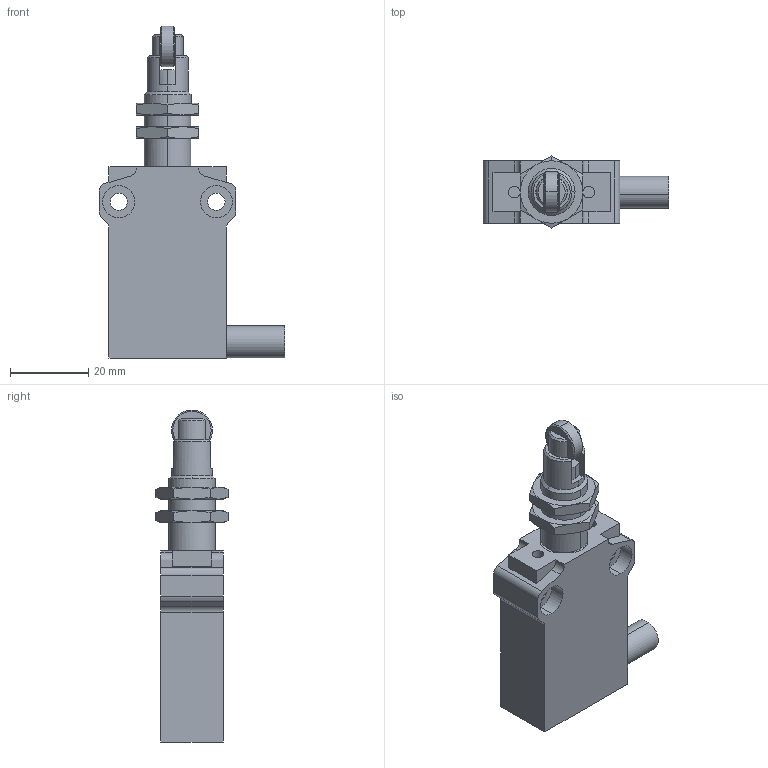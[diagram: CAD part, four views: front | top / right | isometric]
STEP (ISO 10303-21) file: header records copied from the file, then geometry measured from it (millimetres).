
FILE_DESCRIPTION (( 'STEP AP214' ), '1' );
FILE_NAME ('AEM2G2501Z11-3R.step', '2017-12-19T21:27:17', ( '' ), ( '' ), 'SwSTEP 2.0', 'SolidWorks 2017', '' );
FILE_SCHEMA (( 'AUTOMOTIVE_DESIGN' ));
Length unit declared in the file: inch
Products named in the file (1): AEM2G2501Z11-3R
Bounding box: 47.5 x 18.48 x 85 mm (x, y, z)
Volume: 27168.9 mm3; surface area: 11308.4 mm2
Topology: 7 solids, 7 shells, 178 faces, 429 edges, 274 vertices
Faces by surface type: plane 79, cylinder 56, cone 43
Entity records: 7795 total; most frequent: CARTESIAN_POINT 1170, DIRECTION 897, ORIENTED_EDGE 858, EDGE_CURVE 429, AXIS2_PLACEMENT_3D 353, VERTEX_POINT 274, EDGE_LOOP 195, VECTOR 191
